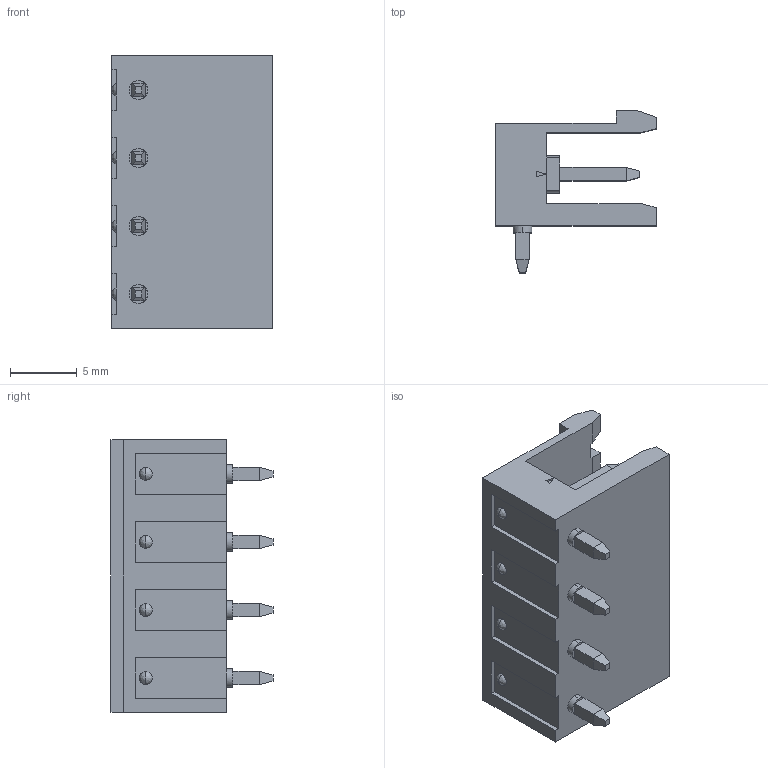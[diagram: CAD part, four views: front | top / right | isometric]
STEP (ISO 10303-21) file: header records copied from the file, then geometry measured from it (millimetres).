
FILE_DESCRIPTION (( 'STEP AP214' ), '1' );
FILE_NAME ('User Library-MSTB 2,5-4-G-5,08 1759033.STEP', '2017-04-23T08:24:51', ( 'Windows User' ), ( '' ), 'SwSTEP 2.0', 'SolidWorks 2017', '' );
FILE_SCHEMA (( 'AUTOMOTIVE_DESIGN' ));
Length unit declared in the file: millimetre
Products named in the file (2): User Library-MSTB 2,5-4-G-5,08 1759033_mstb_2.5-4-g-5.08; User Library-MSTB 2,5-4-G-5,08 1759033
Assembly tree (1 placements, depth 2):
  User Library-MSTB 2,5-4-G-5,08 1759033
    User Library-MSTB 2,5-4-G-5,08 1759033_mstb_2.5-4-g-5.08
Bounding box: 12 x 12.1 x 20.32 mm (x, y, z)
Volume: 977.4 mm3; surface area: 1460.1 mm2
Topology: 1 solids, 1 shells, 250 faces, 603 edges, 374 vertices
Faces by surface type: plane 197, cylinder 41, bspline 8, cone 4
Entity records: 10005 total; most frequent: CARTESIAN_POINT 1367, DIRECTION 1197, ORIENTED_EDGE 1190, EDGE_CURVE 595, VECTOR 469, LINE 469, VERTEX_POINT 374, AXIS2_PLACEMENT_3D 364
